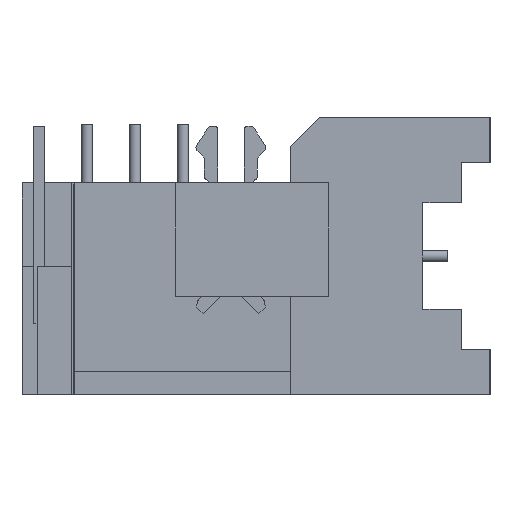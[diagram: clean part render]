
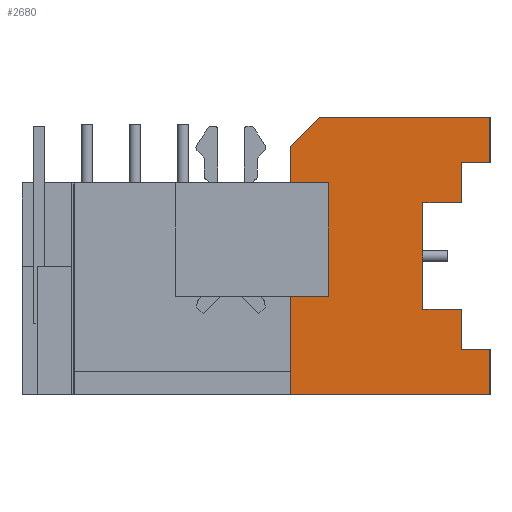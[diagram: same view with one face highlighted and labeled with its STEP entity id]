
A CAD part, left-side view. The second image highlights one B-rep face of the part: STEP entity #2680.
In plain terms, the highlighted planar face has unit normal (-1, 0, 0).
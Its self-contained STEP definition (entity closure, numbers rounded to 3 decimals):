
#2680=ADVANCED_FACE('',(#3278),#2995,.T.);
#2995=PLANE('',#8730);
#3278=FACE_OUTER_BOUND('',#3725,.T.);
#3725=EDGE_LOOP('',(#4977,#4978,#4979,#4980,#4981,#4982,#4983,#4984,#4985,
#4986,#4987,#4988,#4989,#4990,#4991,#4992,#4993));
#4977=ORIENTED_EDGE('',*,*,#6764,.T.);
#4978=ORIENTED_EDGE('',*,*,#6765,.T.);
#4979=ORIENTED_EDGE('',*,*,#6762,.T.);
#4980=ORIENTED_EDGE('',*,*,#6557,.T.);
#4981=ORIENTED_EDGE('',*,*,#6562,.T.);
#4982=ORIENTED_EDGE('',*,*,#6564,.T.);
#4983=ORIENTED_EDGE('',*,*,#6567,.T.);
#4984=ORIENTED_EDGE('',*,*,#6573,.T.);
#4985=ORIENTED_EDGE('',*,*,#6571,.T.);
#4986=ORIENTED_EDGE('',*,*,#6581,.T.);
#4987=ORIENTED_EDGE('',*,*,#6594,.T.);
#4988=ORIENTED_EDGE('',*,*,#6595,.T.);
#4989=ORIENTED_EDGE('',*,*,#6601,.T.);
#4990=ORIENTED_EDGE('',*,*,#6604,.T.);
#4991=ORIENTED_EDGE('',*,*,#6766,.T.);
#4992=ORIENTED_EDGE('',*,*,#6474,.F.);
#4993=ORIENTED_EDGE('',*,*,#6471,.T.);
#5799=VERTEX_POINT('',#11403);
#5800=VERTEX_POINT('',#11404);
#5801=VERTEX_POINT('',#11409);
#5864=VERTEX_POINT('',#11591);
#5866=VERTEX_POINT('',#11594);
#5869=VERTEX_POINT('',#11602);
#5870=VERTEX_POINT('',#11606);
#5872=VERTEX_POINT('',#11612);
#5876=VERTEX_POINT('',#11621);
#5877=VERTEX_POINT('',#11623);
#5881=VERTEX_POINT('',#11639);
#5890=VERTEX_POINT('',#11665);
#5891=VERTEX_POINT('',#11669);
#5895=VERTEX_POINT('',#11679);
#5897=VERTEX_POINT('',#11685);
#5999=VERTEX_POINT('',#12002);
#6000=VERTEX_POINT('',#12006);
#6471=EDGE_CURVE('',#5799,#5800,#7218,.T.);
#6474=EDGE_CURVE('',#5799,#5801,#7221,.T.);
#6557=EDGE_CURVE('',#5866,#5864,#7292,.T.);
#6562=EDGE_CURVE('',#5864,#5869,#7297,.T.);
#6564=EDGE_CURVE('',#5869,#5870,#7299,.T.);
#6567=EDGE_CURVE('',#5870,#5872,#7302,.T.);
#6571=EDGE_CURVE('',#5877,#5876,#7306,.T.);
#6573=EDGE_CURVE('',#5872,#5877,#7308,.T.);
#6581=EDGE_CURVE('',#5876,#5881,#7316,.T.);
#6594=EDGE_CURVE('',#5881,#5890,#7329,.T.);
#6595=EDGE_CURVE('',#5890,#5891,#7330,.T.);
#6601=EDGE_CURVE('',#5891,#5895,#7336,.T.);
#6604=EDGE_CURVE('',#5895,#5897,#7339,.T.);
#6762=EDGE_CURVE('',#5999,#5866,#7497,.T.);
#6764=EDGE_CURVE('',#5800,#6000,#7499,.T.);
#6765=EDGE_CURVE('',#6000,#5999,#7500,.T.);
#6766=EDGE_CURVE('',#5897,#5801,#7501,.T.);
#7218=LINE('',#11402,#7894);
#7221=LINE('',#11408,#7897);
#7292=LINE('',#11593,#7968);
#7297=LINE('',#11603,#7973);
#7299=LINE('',#11608,#7975);
#7302=LINE('',#11614,#7978);
#7306=LINE('',#11622,#7982);
#7308=LINE('',#11626,#7984);
#7316=LINE('',#11640,#7992);
#7329=LINE('',#11666,#8005);
#7330=LINE('',#11668,#8006);
#7336=LINE('',#11680,#8012);
#7339=LINE('',#11686,#8015);
#7497=LINE('',#12001,#8173);
#7499=LINE('',#12005,#8175);
#7500=LINE('',#12007,#8176);
#7501=LINE('',#12008,#8177);
#7894=VECTOR('',#9654,1.);
#7897=VECTOR('',#9659,1.);
#7968=VECTOR('',#9828,1.);
#7973=VECTOR('',#9835,1.);
#7975=VECTOR('',#9839,1.);
#7978=VECTOR('',#9844,1.);
#7982=VECTOR('',#9850,1.);
#7984=VECTOR('',#9854,1.);
#7992=VECTOR('',#9866,1.);
#8005=VECTOR('',#9887,1.);
#8006=VECTOR('',#9890,1.);
#8012=VECTOR('',#9898,1.);
#8015=VECTOR('',#9903,1.);
#8173=VECTOR('',#10173,1.);
#8175=VECTOR('',#10177,1.);
#8176=VECTOR('',#10178,1.);
#8177=VECTOR('',#10179,1.);
#8730=AXIS2_PLACEMENT_3D('',#12009,#10180,#10181);
#9654=DIRECTION('',(0.,1.,0.));
#9659=DIRECTION('',(0.,0.,1.));
#9828=DIRECTION('',(0.,1.,0.));
#9835=DIRECTION('',(0.,0.,1.));
#9839=DIRECTION('',(0.,1.,0.));
#9844=DIRECTION('',(0.,0.,1.));
#9850=DIRECTION('',(0.,0.,1.));
#9854=DIRECTION('',(0.,-1.,0.));
#9866=DIRECTION('',(0.,-1.,0.));
#9887=DIRECTION('',(0.,0.,1.));
#9890=DIRECTION('',(0.,1.,0.));
#9898=DIRECTION('',(0.,0.707,-0.707));
#9903=DIRECTION('',(0.,0.,-1.));
#10173=DIRECTION('',(0.,0.,1.));
#10177=DIRECTION('',(0.,0.,-1.));
#10178=DIRECTION('',(0.,-1.,0.));
#10179=DIRECTION('',(0.,-1.,0.));
#10180=DIRECTION('',(-1.,0.,0.));
#10181=DIRECTION('',(0.,-1.,0.));
#11402=CARTESIAN_POINT('',(-43.7,-13.45,-2.13));
#11403=CARTESIAN_POINT('',(-43.7,-13.45,-2.13));
#11404=CARTESIAN_POINT('',(-43.7,-11.45,-2.13));
#11408=CARTESIAN_POINT('',(-43.7,-13.45,-2.13));
#11409=CARTESIAN_POINT('',(-43.7,-13.45,3.87));
#11591=CARTESIAN_POINT('',(-43.7,-20.5,-4.95));
#11593=CARTESIAN_POINT('',(-43.7,-22.,-4.95));
#11594=CARTESIAN_POINT('',(-43.7,-22.,-4.95));
#11602=CARTESIAN_POINT('',(-43.7,-20.5,-2.825));
#11603=CARTESIAN_POINT('',(-43.7,-20.5,-4.95));
#11606=CARTESIAN_POINT('',(-43.7,-18.45,-2.825));
#11608=CARTESIAN_POINT('',(-43.7,-20.5,-2.825));
#11612=CARTESIAN_POINT('',(-43.7,-18.45,2.825));
#11614=CARTESIAN_POINT('',(-43.7,-18.45,-2.825));
#11621=CARTESIAN_POINT('',(-43.7,-20.5,4.95));
#11622=CARTESIAN_POINT('',(-43.7,-20.5,2.825));
#11623=CARTESIAN_POINT('',(-43.7,-20.5,2.825));
#11626=CARTESIAN_POINT('',(-43.7,-18.45,2.825));
#11639=CARTESIAN_POINT('',(-43.7,-22.,4.95));
#11640=CARTESIAN_POINT('',(-43.7,-20.5,4.95));
#11665=CARTESIAN_POINT('',(-43.7,-22.,7.35));
#11666=CARTESIAN_POINT('',(-43.7,-22.,4.95));
#11668=CARTESIAN_POINT('',(-43.7,-22.,7.35));
#11669=CARTESIAN_POINT('',(-43.7,-12.992,7.35));
#11679=CARTESIAN_POINT('',(-43.7,-11.45,5.808));
#11680=CARTESIAN_POINT('',(-43.7,-12.992,7.35));
#11685=CARTESIAN_POINT('',(-43.7,-11.45,3.87));
#11686=CARTESIAN_POINT('',(-43.7,-11.45,5.808));
#12001=CARTESIAN_POINT('',(-43.7,-22.,-7.35));
#12002=CARTESIAN_POINT('',(-43.7,-22.,-7.35));
#12005=CARTESIAN_POINT('',(-43.7,-11.45,-2.13));
#12006=CARTESIAN_POINT('',(-43.7,-11.45,-7.35));
#12007=CARTESIAN_POINT('',(-43.7,-11.45,-7.35));
#12008=CARTESIAN_POINT('',(-43.7,-11.45,3.87));
#12009=CARTESIAN_POINT('',(-43.7,-10.295,-7.45));
